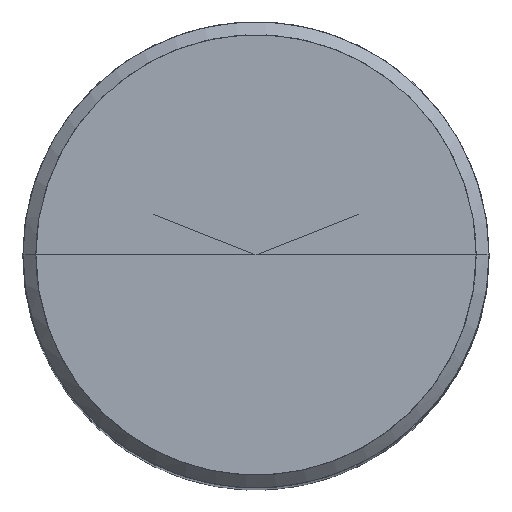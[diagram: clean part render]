
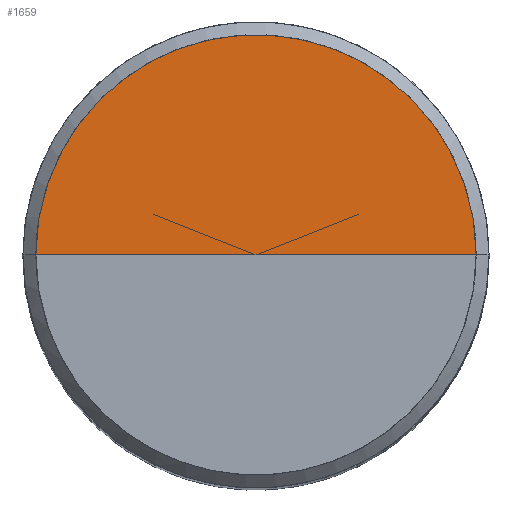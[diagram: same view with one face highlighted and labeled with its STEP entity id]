
A CAD part, top view. The second image highlights one B-rep face of the part: STEP entity #1659.
In plain terms, the highlighted free-form (B-spline) face has degree [1, 2] with [2, 5] control points.
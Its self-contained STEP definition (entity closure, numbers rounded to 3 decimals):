
#1394=CARTESIAN_POINT('',(8.5,0.0,48.0));
#1395=CARTESIAN_POINT('',(8.5,8.5,48.0));
#1396=CARTESIAN_POINT('',(0.0,8.5,48.0));
#1397=CARTESIAN_POINT('',(-8.5,8.5,48.0));
#1398=CARTESIAN_POINT('',(-8.5,0.0,48.0));
#1399=CARTESIAN_POINT('',(0.0,0.0,48.0));
#1644=(
BOUNDED_SURFACE()
B_SPLINE_SURFACE(1,2,(
(#1394,#1395,#1396,#1397,#1398),
(#1399,#1399,#1399,#1399,#1399)
), .UNSPECIFIED.,.F.,.F.,.F.)
B_SPLINE_SURFACE_WITH_KNOTS((2,2),(3,2,3),(
0.0,1.0),(
0.0,0.5,1.0), .UNSPECIFIED.)
GEOMETRIC_REPRESENTATION_ITEM()
RATIONAL_B_SPLINE_SURFACE(((1.0,0.707,1.0,0.707,1.0),
(1.0,0.707,1.0,0.707,1.0)
))
REPRESENTATION_ITEM('')
SURFACE()
);
#1645=(
BOUNDED_CURVE()
B_SPLINE_CURVE(2,(#1398,#1397,#1396,#1395,#1394),.UNSPECIFIED.,.F.,.F.)
B_SPLINE_CURVE_WITH_KNOTS((3,2,3),
(0.0,0.5,1.0),.UNSPECIFIED.)
CURVE()
GEOMETRIC_REPRESENTATION_ITEM()
RATIONAL_B_SPLINE_CURVE((1.0,0.707,1.0,0.707,1.0))
REPRESENTATION_ITEM('')
);
#1646=(
BOUNDED_CURVE()
B_SPLINE_CURVE(1,(#1394,#1399),.UNSPECIFIED.,.F.,.F.)
B_SPLINE_CURVE_WITH_KNOTS((2,2),
(0.0,1.0),.UNSPECIFIED.)
CURVE()
GEOMETRIC_REPRESENTATION_ITEM()
RATIONAL_B_SPLINE_CURVE((1.0,1.0))
REPRESENTATION_ITEM('')
);
#1647=(
BOUNDED_CURVE()
B_SPLINE_CURVE(1,(#1399,#1398),.UNSPECIFIED.,.F.,.F.)
B_SPLINE_CURVE_WITH_KNOTS((2,2),
(0.0,1.0),.UNSPECIFIED.)
CURVE()
GEOMETRIC_REPRESENTATION_ITEM()
RATIONAL_B_SPLINE_CURVE((1.0,1.0))
REPRESENTATION_ITEM('')
);
#1648=VERTEX_POINT('',#1394);
#1649=VERTEX_POINT('',#1398);
#1650=VERTEX_POINT('',#1399);
#1651=EDGE_CURVE('',#1649,#1648,#1645,.T.);
#1652=EDGE_CURVE('',#1648,#1650,#1646,.T.);
#1653=EDGE_CURVE('',#1650,#1649,#1647,.T.);
#1654=ORIENTED_EDGE('',*,*,#1651,.T.);
#1655=ORIENTED_EDGE('',*,*,#1652,.T.);
#1656=ORIENTED_EDGE('',*,*,#1653,.T.);
#1657=EDGE_LOOP('',(#1654,#1655,#1656));
#1658=FACE_OUTER_BOUND('',#1657,.T.);
#1659=ADVANCED_FACE('',(#1658),#1644,.T.);
